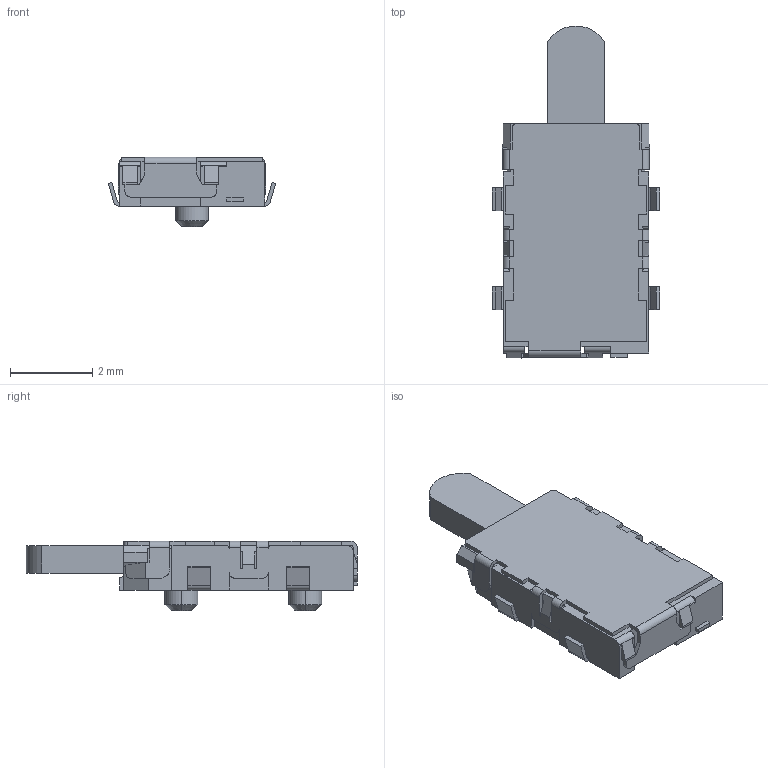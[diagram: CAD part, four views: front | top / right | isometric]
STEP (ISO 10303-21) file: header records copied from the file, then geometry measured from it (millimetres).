
FILE_DESCRIPTION (( 'STEP AP214' ), '1' );
FILE_NAME ('SPVP110100_1 .STEP', '2013-05-03T09:17:52', ( 'Master' ), ( '' ), 'SwSTEP 2.0', 'SolidWorks 2010', '' );
FILE_SCHEMA (( 'AUTOMOTIVE_DESIGN' ));
Length unit declared in the file: millimetre
Products named in the file (1): SPVP110100_1 
Bounding box: 4.06 x 8.05 x 1.69 mm (x, y, z)
Volume: 25.4 mm3; surface area: 83.2 mm2
Topology: 1 solids, 1 shells, 240 faces, 706 edges, 458 vertices
Faces by surface type: plane 185, cylinder 49, cone 4, bspline 2
Entity records: 10608 total; most frequent: CARTESIAN_POINT 1519, ORIENTED_EDGE 1412, DIRECTION 1256, EDGE_CURVE 706, VECTOR 586, LINE 586, VERTEX_POINT 458, AXIS2_PLACEMENT_3D 335
